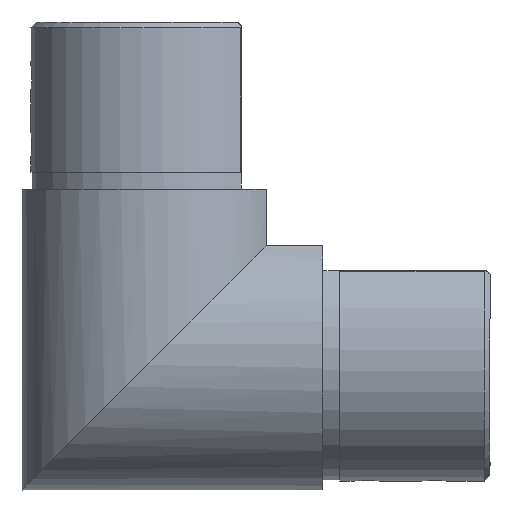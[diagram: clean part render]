
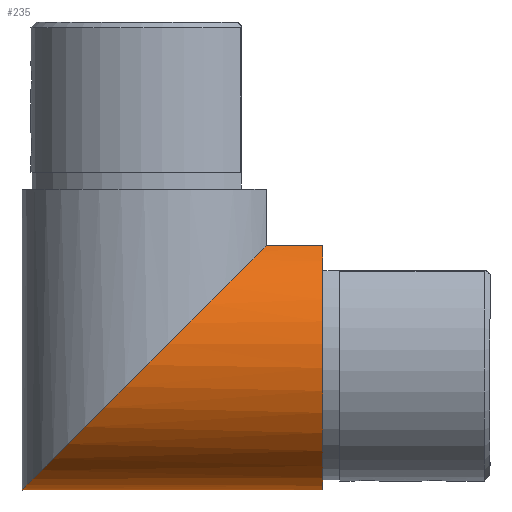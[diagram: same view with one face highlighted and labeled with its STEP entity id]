
A CAD part, left-side view. The second image highlights one B-rep face of the part: STEP entity #235.
In plain terms, the highlighted cylindrical face has radius 24.15 mm (diameter 48.3 mm), a partial arc.
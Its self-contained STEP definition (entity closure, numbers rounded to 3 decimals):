
#47 = LINE ( 'NONE', #5272, #11693 ) ;
#235 = ADVANCED_FACE ( 'NONE', ( #20108 ), #15201, .T. ) ;
#1836 =( BOUNDED_CURVE ( )  B_SPLINE_CURVE ( 3, ( #3673, #17376, #5867, #13931, #15647, #25429, #3929 ),
 .UNSPECIFIED., .F., .F. ) 
 B_SPLINE_CURVE_WITH_KNOTS ( ( 4, 3, 4 ),
 ( 0.618, 3.142, 5.665 ),
 .UNSPECIFIED. ) 
 CURVE ( )  GEOMETRIC_REPRESENTATION_ITEM ( )  RATIONAL_B_SPLINE_CURVE ( ( 1., 0.536, 0.536, 1., 0.536, 0.536, 1. ) ) 
 REPRESENTATION_ITEM ( '' )  );
#3504 = AXIS2_PLACEMENT_3D ( 'NONE', #22790, #21058, #17265 ) ;
#3673 = CARTESIAN_POINT ( 'NONE',  ( 14., 10.172, 19.678 ) ) ;
#3929 = CARTESIAN_POINT ( 'NONE',  ( -14., 10.172, 19.678 ) ) ;
#4538 = ORIENTED_EDGE ( 'NONE', *, *, #19030, .F. ) ;
#5050 = EDGE_CURVE ( 'NONE', #5055, #7092, #47, .T. ) ;
#5055 = VERTEX_POINT ( 'NONE', #20971 ) ;
#5117 = CARTESIAN_POINT ( 'NONE',  ( -14., 0., 19.678 ) ) ;
#5272 = CARTESIAN_POINT ( 'NONE',  ( -14., 97.307, 19.678 ) ) ;
#5867 = CARTESIAN_POINT ( 'NONE',  ( 28.603, 54., -24.15 ) ) ;
#7092 = VERTEX_POINT ( 'NONE', #5117 ) ;
#7791 = DIRECTION ( 'NONE',  ( 0., -1., 0. ) ) ;
#8774 = LINE ( 'NONE', #11568, #15790 ) ;
#8927 = EDGE_CURVE ( 'NONE', #23894, #22897, #8774, .T. ) ;
#8970 = DIRECTION ( 'NONE',  ( 0., -1., 0. ) ) ;
#9729 = EDGE_LOOP ( 'NONE', ( #4538, #18687, #18715, #14962 ) ) ;
#10930 = CARTESIAN_POINT ( 'NONE',  ( 0., 97.307, 0. ) ) ;
#11568 = CARTESIAN_POINT ( 'NONE',  ( 14., 97.307, 19.678 ) ) ;
#11693 = VECTOR ( 'NONE', #17176, 1000. ) ;
#13026 = CARTESIAN_POINT ( 'NONE',  ( 14., 10.172, 19.678 ) ) ;
#13931 = CARTESIAN_POINT ( 'NONE',  ( 0., 54., -24.15 ) ) ;
#14962 = ORIENTED_EDGE ( 'NONE', *, *, #5050, .F. ) ;
#15201 = CYLINDRICAL_SURFACE ( 'NONE', #25138, 24.15 ) ;
#15647 = CARTESIAN_POINT ( 'NONE',  ( -28.603, 54., -24.15 ) ) ;
#15790 = VECTOR ( 'NONE', #7791, 1000. ) ;
#17176 = DIRECTION ( 'NONE',  ( 0., -1., 0. ) ) ;
#17265 = DIRECTION ( 'NONE',  ( 0., 0., 1. ) ) ;
#17376 = CARTESIAN_POINT ( 'NONE',  ( 37.306, 26.753, 3.097 ) ) ;
#18036 = CARTESIAN_POINT ( 'NONE',  ( 14., 0., 19.678 ) ) ;
#18659 = DIRECTION ( 'NONE',  ( 0., 0., -1. ) ) ;
#18687 = ORIENTED_EDGE ( 'NONE', *, *, #8927, .T. ) ;
#18715 = ORIENTED_EDGE ( 'NONE', *, *, #21088, .T. ) ;
#19030 = EDGE_CURVE ( 'NONE', #23894, #5055, #1836, .T. ) ;
#20108 = FACE_OUTER_BOUND ( 'NONE', #9729, .T. ) ;
#20971 = CARTESIAN_POINT ( 'NONE',  ( -14., 10.172, 19.678 ) ) ;
#21058 = DIRECTION ( 'NONE',  ( 0., 1., 0. ) ) ;
#21088 = EDGE_CURVE ( 'NONE', #22897, #7092, #21990, .T. ) ;
#21990 = CIRCLE ( 'NONE', #3504, 24.15 ) ;
#22790 = CARTESIAN_POINT ( 'NONE',  ( 0., 0., 0. ) ) ;
#22897 = VERTEX_POINT ( 'NONE', #18036 ) ;
#23894 = VERTEX_POINT ( 'NONE', #13026 ) ;
#25138 = AXIS2_PLACEMENT_3D ( 'NONE', #10930, #8970, #18659 ) ;
#25429 = CARTESIAN_POINT ( 'NONE',  ( -37.306, 26.753, 3.097 ) ) ;
